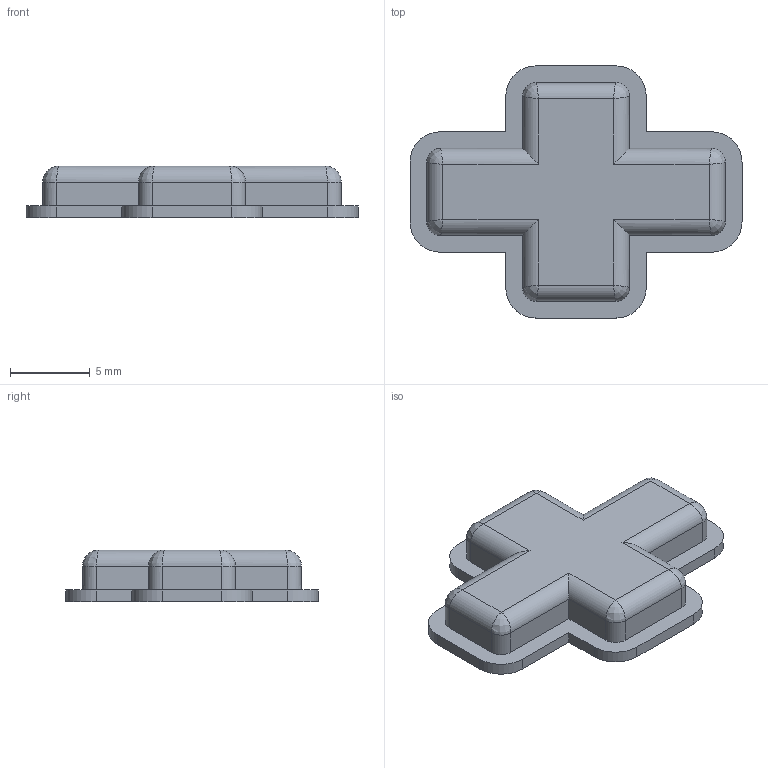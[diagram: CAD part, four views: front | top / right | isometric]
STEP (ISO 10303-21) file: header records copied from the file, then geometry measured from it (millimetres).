
FILE_DESCRIPTION(('FreeCAD Model'),'2;1');
FILE_NAME('Open CASCADE Shape Model','2024-12-16T02:57:32',(''),(''), 'Open CASCADE STEP processor 7.7','FreeCAD','Unknown');
FILE_SCHEMA(('AUTOMOTIVE_DESIGN { 1 0 10303 214 1 1 1 1 }'));
Length unit declared in the file: millimetre
Products named in the file (1): Body003
Bounding box: 20.8 x 15.8 x 3.25 mm (x, y, z)
Volume: 544.3 mm3; surface area: 624.5 mm2
Topology: 1 solids, 1 shells, 63 faces, 160 edges, 92 vertices
Faces by surface type: cylinder 28, plane 27, bspline 8
Entity records: 2468 total; most frequent: CARTESIAN_POINT 1036, ORIENTED_EDGE 304, DIRECTION 268, EDGE_CURVE 152, LINE 100, VECTOR 100, VERTEX_POINT 92, AXIS2_PLACEMENT_3D 84
